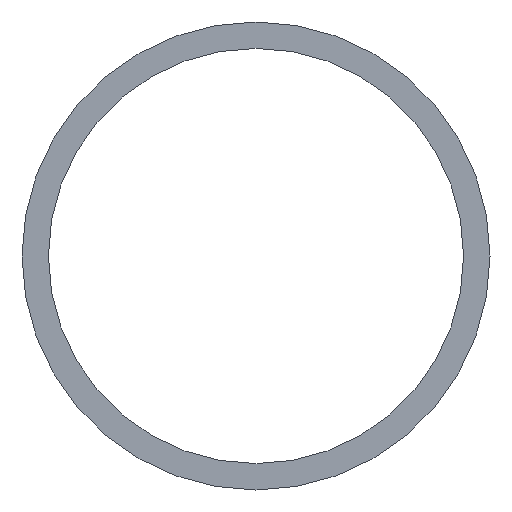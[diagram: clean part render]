
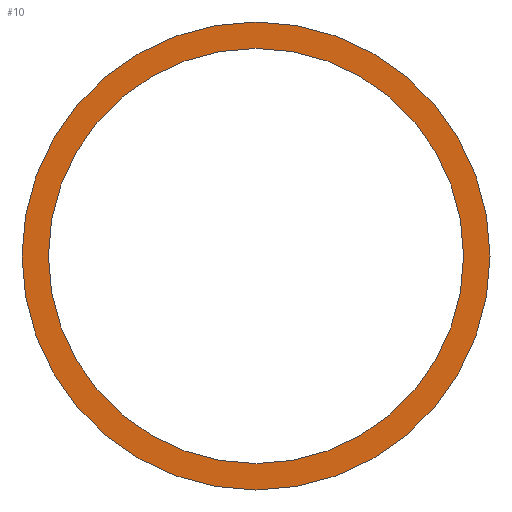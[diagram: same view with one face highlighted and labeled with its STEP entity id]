
A CAD part, front view. The second image highlights one B-rep face of the part: STEP entity #10.
In plain terms, the highlighted planar face has unit normal (0, -1, 0).
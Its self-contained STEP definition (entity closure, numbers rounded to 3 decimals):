
#9 = DIRECTION ( 'NONE',  ( 1., 0., 0. ) ) ;
#10 = ADVANCED_FACE ( 'NONE', ( #66, #162 ), #22, .F. ) ;
#22 = PLANE ( 'NONE',  #57 ) ;
#29 = CARTESIAN_POINT ( 'NONE',  ( -100.911, 8.2, 0. ) ) ;
#40 = VERTEX_POINT ( 'NONE', #272 ) ;
#54 = DIRECTION ( 'NONE',  ( 1., 0., 0. ) ) ;
#55 = CARTESIAN_POINT ( 'NONE',  ( 100.911, 8.2, 0. ) ) ;
#57 = AXIS2_PLACEMENT_3D ( 'NONE', #262, #114, #70 ) ;
#66 = FACE_BOUND ( 'NONE', #138, .T. ) ;
#70 = DIRECTION ( 'NONE',  ( -1., 0., 0. ) ) ;
#73 = CARTESIAN_POINT ( 'NONE',  ( 0., 8.2, 0. ) ) ;
#78 = DIRECTION ( 'NONE',  ( 1., 0., 0. ) ) ;
#86 = ORIENTED_EDGE ( 'NONE', *, *, #282, .F. ) ;
#89 = CIRCLE ( 'NONE', #302, 113.761 ) ;
#91 = VERTEX_POINT ( 'NONE', #55 ) ;
#92 = VERTEX_POINT ( 'NONE', #220 ) ;
#94 = CARTESIAN_POINT ( 'NONE',  ( 0., 8.2, 0. ) ) ;
#95 = EDGE_CURVE ( 'NONE', #40, #92, #203, .T. ) ;
#109 = AXIS2_PLACEMENT_3D ( 'NONE', #73, #247, #250 ) ;
#111 = ORIENTED_EDGE ( 'NONE', *, *, #306, .F. ) ;
#114 = DIRECTION ( 'NONE',  ( 0., 1., 0. ) ) ;
#129 = CARTESIAN_POINT ( 'NONE',  ( 0., 8.2, 0. ) ) ;
#138 = EDGE_LOOP ( 'NONE', ( #86, #111 ) ) ;
#151 = EDGE_CURVE ( 'NONE', #92, #40, #89, .T. ) ;
#162 = FACE_OUTER_BOUND ( 'NONE', #204, .T. ) ;
#174 = CIRCLE ( 'NONE', #211, 100.911 ) ;
#176 = CARTESIAN_POINT ( 'NONE',  ( 0., 8.2, 0. ) ) ;
#183 = VERTEX_POINT ( 'NONE', #29 ) ;
#196 = CIRCLE ( 'NONE', #240, 100.911 ) ;
#203 = CIRCLE ( 'NONE', #109, 113.761 ) ;
#204 = EDGE_LOOP ( 'NONE', ( #309, #210 ) ) ;
#210 = ORIENTED_EDGE ( 'NONE', *, *, #151, .T. ) ;
#211 = AXIS2_PLACEMENT_3D ( 'NONE', #176, #231, #78 ) ;
#220 = CARTESIAN_POINT ( 'NONE',  ( -113.761, 8.2, 0. ) ) ;
#228 = DIRECTION ( 'NONE',  ( 0., -1., 0. ) ) ;
#231 = DIRECTION ( 'NONE',  ( 0., -1., 0. ) ) ;
#240 = AXIS2_PLACEMENT_3D ( 'NONE', #129, #228, #9 ) ;
#247 = DIRECTION ( 'NONE',  ( 0., -1., 0. ) ) ;
#250 = DIRECTION ( 'NONE',  ( 1., 0., 0. ) ) ;
#262 = CARTESIAN_POINT ( 'NONE',  ( -113.761, 8.2, 0. ) ) ;
#268 = DIRECTION ( 'NONE',  ( 0., -1., 0. ) ) ;
#272 = CARTESIAN_POINT ( 'NONE',  ( 113.761, 8.2, 0. ) ) ;
#282 = EDGE_CURVE ( 'NONE', #91, #183, #174, .T. ) ;
#302 = AXIS2_PLACEMENT_3D ( 'NONE', #94, #268, #54 ) ;
#306 = EDGE_CURVE ( 'NONE', #183, #91, #196, .T. ) ;
#309 = ORIENTED_EDGE ( 'NONE', *, *, #95, .T. ) ;
